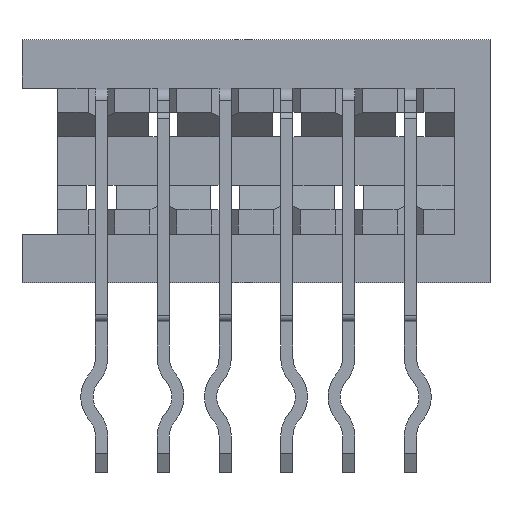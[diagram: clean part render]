
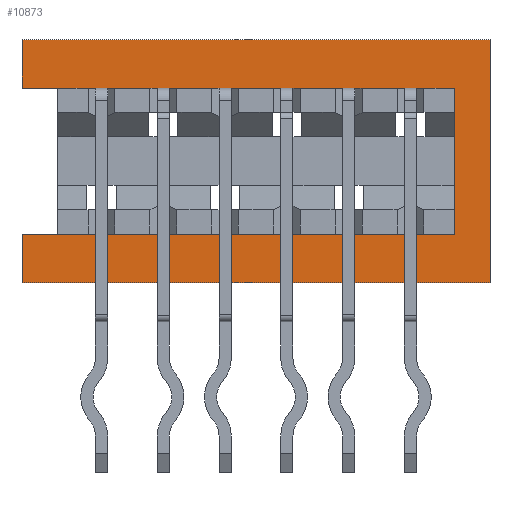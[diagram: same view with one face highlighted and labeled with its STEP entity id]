
A CAD part, left-side view. The second image highlights one B-rep face of the part: STEP entity #10873.
In plain terms, the highlighted face is planar.
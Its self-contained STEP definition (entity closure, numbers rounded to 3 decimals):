
#3592=ORIENTED_EDGE('',*,*,#5075,.F.);
#3593=ORIENTED_EDGE('',*,*,#4679,.T.);
#3594=ORIENTED_EDGE('',*,*,#5181,.F.);
#3595=ORIENTED_EDGE('',*,*,#4735,.T.);
#3596=ORIENTED_EDGE('',*,*,#5192,.F.);
#3597=ORIENTED_EDGE('',*,*,#4823,.T.);
#3598=ORIENTED_EDGE('',*,*,#5155,.F.);
#3599=ORIENTED_EDGE('',*,*,#4879,.T.);
#3600=ORIENTED_EDGE('',*,*,#5161,.F.);
#3601=ORIENTED_EDGE('',*,*,#4994,.T.);
#3602=ORIENTED_EDGE('',*,*,#5131,.F.);
#3603=ORIENTED_EDGE('',*,*,#5044,.T.);
#3604=ORIENTED_EDGE('',*,*,#5135,.F.);
#3605=ORIENTED_EDGE('',*,*,#5080,.F.);
#3606=ORIENTED_EDGE('',*,*,#5139,.F.);
#3607=ORIENTED_EDGE('',*,*,#4998,.T.);
#3608=ORIENTED_EDGE('',*,*,#5138,.F.);
#3609=ORIENTED_EDGE('',*,*,#5048,.T.);
#3610=ORIENTED_EDGE('',*,*,#5170,.F.);
#3611=ORIENTED_EDGE('',*,*,#4827,.T.);
#3612=ORIENTED_EDGE('',*,*,#5168,.F.);
#3613=ORIENTED_EDGE('',*,*,#4883,.T.);
#3614=ORIENTED_EDGE('',*,*,#5201,.F.);
#3615=ORIENTED_EDGE('',*,*,#4683,.T.);
#3616=ORIENTED_EDGE('',*,*,#5199,.F.);
#3617=ORIENTED_EDGE('',*,*,#4739,.T.);
#3618=ORIENTED_EDGE('',*,*,#5187,.F.);
#3619=ORIENTED_EDGE('',*,*,#5071,.F.);
#3620=ORIENTED_EDGE('',*,*,#5128,.F.);
#3621=ORIENTED_EDGE('',*,*,#5111,.F.);
#3622=ORIENTED_EDGE('',*,*,#5115,.F.);
#3623=ORIENTED_EDGE('',*,*,#5118,.F.);
#3624=ORIENTED_EDGE('',*,*,#5122,.F.);
#3625=ORIENTED_EDGE('',*,*,#5067,.F.);
#4679=EDGE_CURVE('',#5914,#5917,#6989,.T.);
#4683=EDGE_CURVE('',#5918,#5921,#6993,.T.);
#4735=EDGE_CURVE('',#5958,#5961,#7045,.T.);
#4739=EDGE_CURVE('',#5962,#5965,#7049,.T.);
#4823=EDGE_CURVE('',#6024,#6027,#7133,.T.);
#4827=EDGE_CURVE('',#6028,#6031,#7137,.T.);
#4879=EDGE_CURVE('',#6068,#6071,#7189,.T.);
#4883=EDGE_CURVE('',#6072,#6075,#7193,.T.);
#4994=EDGE_CURVE('',#6153,#6156,#7304,.T.);
#4998=EDGE_CURVE('',#6157,#6160,#7308,.T.);
#5044=EDGE_CURVE('',#6188,#6191,#7354,.T.);
#5048=EDGE_CURVE('',#6192,#6195,#7358,.T.);
#5067=EDGE_CURVE('',#6202,#6203,#7377,.T.);
#5071=EDGE_CURVE('',#6206,#6207,#7381,.T.);
#5075=EDGE_CURVE('',#5914,#6202,#7385,.T.);
#5080=EDGE_CURVE('',#6211,#6212,#7390,.T.);
#5111=EDGE_CURVE('',#6221,#6222,#7421,.T.);
#5115=EDGE_CURVE('',#6225,#6221,#7425,.T.);
#5118=EDGE_CURVE('',#6227,#6225,#7428,.T.);
#5122=EDGE_CURVE('',#6203,#6227,#7432,.T.);
#5128=EDGE_CURVE('',#6222,#6206,#7438,.T.);
#5131=EDGE_CURVE('',#6188,#6156,#7441,.T.);
#5135=EDGE_CURVE('',#6212,#6191,#7445,.T.);
#5138=EDGE_CURVE('',#6192,#6160,#7448,.T.);
#5139=EDGE_CURVE('',#6157,#6211,#7449,.T.);
#5155=EDGE_CURVE('',#6068,#6027,#7465,.T.);
#5161=EDGE_CURVE('',#6153,#6071,#7471,.T.);
#5168=EDGE_CURVE('',#6072,#6031,#7478,.T.);
#5170=EDGE_CURVE('',#6028,#6195,#7480,.T.);
#5181=EDGE_CURVE('',#5958,#5917,#7491,.T.);
#5187=EDGE_CURVE('',#6207,#5965,#7497,.T.);
#5192=EDGE_CURVE('',#6024,#5961,#7502,.T.);
#5199=EDGE_CURVE('',#5962,#5921,#7509,.T.);
#5201=EDGE_CURVE('',#5918,#6075,#7511,.T.);
#5914=VERTEX_POINT('',#16901);
#5917=VERTEX_POINT('',#16906);
#5918=VERTEX_POINT('',#16910);
#5921=VERTEX_POINT('',#16915);
#5958=VERTEX_POINT('',#17017);
#5961=VERTEX_POINT('',#17022);
#5962=VERTEX_POINT('',#17026);
#5965=VERTEX_POINT('',#17031);
#6024=VERTEX_POINT('',#17197);
#6027=VERTEX_POINT('',#17202);
#6028=VERTEX_POINT('',#17206);
#6031=VERTEX_POINT('',#17211);
#6068=VERTEX_POINT('',#17313);
#6071=VERTEX_POINT('',#17318);
#6072=VERTEX_POINT('',#17322);
#6075=VERTEX_POINT('',#17327);
#6153=VERTEX_POINT('',#17546);
#6156=VERTEX_POINT('',#17551);
#6157=VERTEX_POINT('',#17555);
#6160=VERTEX_POINT('',#17560);
#6188=VERTEX_POINT('',#17647);
#6191=VERTEX_POINT('',#17652);
#6192=VERTEX_POINT('',#17656);
#6195=VERTEX_POINT('',#17661);
#6202=VERTEX_POINT('',#17693);
#6203=VERTEX_POINT('',#17695);
#6206=VERTEX_POINT('',#17702);
#6207=VERTEX_POINT('',#17704);
#6211=VERTEX_POINT('',#17718);
#6212=VERTEX_POINT('',#17720);
#6221=VERTEX_POINT('',#17765);
#6222=VERTEX_POINT('',#17766);
#6225=VERTEX_POINT('',#17774);
#6227=VERTEX_POINT('',#17780);
#6989=LINE('',#16907,#8265);
#6993=LINE('',#16916,#8269);
#7045=LINE('',#17023,#8321);
#7049=LINE('',#17032,#8325);
#7133=LINE('',#17203,#8409);
#7137=LINE('',#17212,#8413);
#7189=LINE('',#17319,#8465);
#7193=LINE('',#17328,#8469);
#7304=LINE('',#17552,#8580);
#7308=LINE('',#17561,#8584);
#7354=LINE('',#17653,#8630);
#7358=LINE('',#17662,#8634);
#7377=LINE('',#17694,#8653);
#7381=LINE('',#17703,#8657);
#7385=LINE('',#17710,#8661);
#7390=LINE('',#17719,#8666);
#7421=LINE('',#17764,#8697);
#7425=LINE('',#17773,#8701);
#7428=LINE('',#17779,#8704);
#7432=LINE('',#17786,#8708);
#7438=LINE('',#17795,#8714);
#7441=LINE('',#17799,#8717);
#7445=LINE('',#17804,#8721);
#7448=LINE('',#17810,#8724);
#7449=LINE('',#17812,#8725);
#7465=LINE('',#17845,#8741);
#7471=LINE('',#17854,#8747);
#7478=LINE('',#17867,#8754);
#7480=LINE('',#17870,#8756);
#7491=LINE('',#17893,#8767);
#7497=LINE('',#17903,#8773);
#7502=LINE('',#17911,#8778);
#7509=LINE('',#17924,#8785);
#7511=LINE('',#17927,#8787);
#8265=VECTOR('',#13874,1000.);
#8269=VECTOR('',#13880,1000.);
#8321=VECTOR('',#13962,1000.);
#8325=VECTOR('',#13968,1000.);
#8409=VECTOR('',#14102,1000.);
#8413=VECTOR('',#14108,1000.);
#8465=VECTOR('',#14190,1000.);
#8469=VECTOR('',#14196,1000.);
#8580=VECTOR('',#14371,1000.);
#8584=VECTOR('',#14377,1000.);
#8630=VECTOR('',#14453,1000.);
#8634=VECTOR('',#14459,1000.);
#8653=VECTOR('',#14490,1000.);
#8657=VECTOR('',#14496,1000.);
#8661=VECTOR('',#14502,1000.);
#8666=VECTOR('',#14509,1000.);
#8697=VECTOR('',#14550,1000.);
#8701=VECTOR('',#14556,1000.);
#8704=VECTOR('',#14561,1000.);
#8708=VECTOR('',#14567,1000.);
#8714=VECTOR('',#14579,1000.);
#8717=VECTOR('',#14584,1000.);
#8721=VECTOR('',#14590,1000.);
#8724=VECTOR('',#14599,1000.);
#8725=VECTOR('',#14602,1000.);
#8741=VECTOR('',#14642,1000.);
#8747=VECTOR('',#14654,1000.);
#8754=VECTOR('',#14673,1000.);
#8756=VECTOR('',#14677,1000.);
#8767=VECTOR('',#14708,1000.);
#8773=VECTOR('',#14722,1000.);
#8778=VECTOR('',#14733,1000.);
#8785=VECTOR('',#14752,1000.);
#8787=VECTOR('',#14756,1000.);
#9355=EDGE_LOOP('',(#3592,#3593,#3594,#3595,#3596,#3597,#3598,#3599,#3600,
#3601,#3602,#3603,#3604,#3605,#3606,#3607,#3608,#3609,#3610,#3611,#3612,
#3613,#3614,#3615,#3616,#3617,#3618,#3619,#3620,#3621,#3622,#3623,#3624,
#3625));
#9923=FACE_BOUND('',#9355,.T.);
#10323=PLANE('',#11793);
#10873=ADVANCED_FACE('',(#9923),#10323,.F.);
#11793=AXIS2_PLACEMENT_3D('',#17935,#14771,#14772);
#13874=DIRECTION('',(1.,0.,0.));
#13880=DIRECTION('',(-1.,0.,0.));
#13962=DIRECTION('',(1.,0.,0.));
#13968=DIRECTION('',(-1.,0.,0.));
#14102=DIRECTION('',(1.,0.,0.));
#14108=DIRECTION('',(-1.,0.,0.));
#14190=DIRECTION('',(1.,0.,0.));
#14196=DIRECTION('',(-1.,0.,0.));
#14371=DIRECTION('',(1.,0.,0.));
#14377=DIRECTION('',(-1.,0.,0.));
#14453=DIRECTION('',(1.,0.,0.));
#14459=DIRECTION('',(-1.,0.,0.));
#14490=DIRECTION('',(-1.,0.,0.));
#14496=DIRECTION('',(1.,0.,0.));
#14502=DIRECTION('',(-1.,0.,0.));
#14509=DIRECTION('',(0.,-1.,0.));
#14550=DIRECTION('',(-1.,0.,0.));
#14556=DIRECTION('',(0.,1.,0.));
#14561=DIRECTION('',(1.,0.,0.));
#14567=DIRECTION('',(0.,-1.,0.));
#14579=DIRECTION('',(0.,-1.,0.));
#14584=DIRECTION('',(-1.,0.,0.));
#14590=DIRECTION('',(-1.,0.,0.));
#14599=DIRECTION('',(1.,0.,0.));
#14602=DIRECTION('',(1.,0.,0.));
#14642=DIRECTION('',(-1.,0.,0.));
#14654=DIRECTION('',(-1.,0.,0.));
#14673=DIRECTION('',(1.,0.,0.));
#14677=DIRECTION('',(1.,0.,0.));
#14708=DIRECTION('',(-1.,0.,0.));
#14722=DIRECTION('',(1.,0.,0.));
#14733=DIRECTION('',(-1.,0.,0.));
#14752=DIRECTION('',(1.,0.,0.));
#14756=DIRECTION('',(1.,0.,0.));
#14771=DIRECTION('',(0.,0.,1.));
#14772=DIRECTION('',(1.,0.,0.));
#16901=CARTESIAN_POINT('',(-3.3,-1.5,0.));
#16906=CARTESIAN_POINT('',(-3.05,-1.5,0.));
#16907=CARTESIAN_POINT('',(-4.81,-1.5,0.));
#16910=CARTESIAN_POINT('',(-1.78,1.5,0.));
#16915=CARTESIAN_POINT('',(-2.03,1.5,0.));
#16916=CARTESIAN_POINT('',(-4.81,1.5,0.));
#17017=CARTESIAN_POINT('',(-2.03,-1.5,0.));
#17022=CARTESIAN_POINT('',(-1.78,-1.5,0.));
#17023=CARTESIAN_POINT('',(-4.81,-1.5,0.));
#17026=CARTESIAN_POINT('',(-3.05,1.5,0.));
#17031=CARTESIAN_POINT('',(-3.3,1.5,0.));
#17032=CARTESIAN_POINT('',(-4.81,1.5,0.));
#17197=CARTESIAN_POINT('',(-0.76,-1.5,0.));
#17202=CARTESIAN_POINT('',(-0.51,-1.5,0.));
#17203=CARTESIAN_POINT('',(-4.81,-1.5,0.));
#17206=CARTESIAN_POINT('',(0.76,1.5,0.));
#17211=CARTESIAN_POINT('',(0.51,1.5,0.));
#17212=CARTESIAN_POINT('',(-4.81,1.5,0.));
#17313=CARTESIAN_POINT('',(0.51,-1.5,0.));
#17318=CARTESIAN_POINT('',(0.76,-1.5,0.));
#17319=CARTESIAN_POINT('',(-4.81,-1.5,0.));
#17322=CARTESIAN_POINT('',(-0.51,1.5,0.));
#17327=CARTESIAN_POINT('',(-0.76,1.5,0.));
#17328=CARTESIAN_POINT('',(-4.81,1.5,0.));
#17546=CARTESIAN_POINT('',(1.78,-1.5,0.));
#17551=CARTESIAN_POINT('',(2.03,-1.5,0.));
#17552=CARTESIAN_POINT('',(-4.81,-1.5,0.));
#17555=CARTESIAN_POINT('',(3.3,1.5,0.));
#17560=CARTESIAN_POINT('',(3.05,1.5,0.));
#17561=CARTESIAN_POINT('',(-4.81,1.5,0.));
#17647=CARTESIAN_POINT('',(3.05,-1.5,0.));
#17652=CARTESIAN_POINT('',(3.3,-1.5,0.));
#17653=CARTESIAN_POINT('',(-4.81,-1.5,0.));
#17656=CARTESIAN_POINT('',(2.03,1.5,0.));
#17661=CARTESIAN_POINT('',(1.78,1.5,0.));
#17662=CARTESIAN_POINT('',(-4.81,1.5,0.));
#17693=CARTESIAN_POINT('',(-4.075,-1.5,0.));
#17694=CARTESIAN_POINT('',(-4.075,-1.5,0.));
#17695=CARTESIAN_POINT('',(-4.81,-1.5,0.));
#17702=CARTESIAN_POINT('',(-4.81,1.5,0.));
#17703=CARTESIAN_POINT('',(-4.81,1.5,0.));
#17704=CARTESIAN_POINT('',(-4.075,1.5,0.));
#17710=CARTESIAN_POINT('',(4.075,-1.5,0.));
#17718=CARTESIAN_POINT('',(4.075,1.5,0.));
#17719=CARTESIAN_POINT('',(4.075,1.5,0.));
#17720=CARTESIAN_POINT('',(4.075,-1.5,0.));
#17764=CARTESIAN_POINT('',(4.81,2.5,0.));
#17765=CARTESIAN_POINT('',(4.81,2.5,0.));
#17766=CARTESIAN_POINT('',(-4.81,2.5,0.));
#17773=CARTESIAN_POINT('',(4.81,-2.5,0.));
#17774=CARTESIAN_POINT('',(4.81,-2.5,0.));
#17779=CARTESIAN_POINT('',(-4.81,-2.5,0.));
#17780=CARTESIAN_POINT('',(-4.81,-2.5,0.));
#17786=CARTESIAN_POINT('',(-4.81,2.5,0.));
#17795=CARTESIAN_POINT('',(-4.81,2.5,0.));
#17799=CARTESIAN_POINT('',(4.075,-1.5,0.));
#17804=CARTESIAN_POINT('',(4.075,-1.5,0.));
#17810=CARTESIAN_POINT('',(-4.075,1.5,0.));
#17812=CARTESIAN_POINT('',(-4.075,1.5,0.));
#17845=CARTESIAN_POINT('',(4.075,-1.5,0.));
#17854=CARTESIAN_POINT('',(4.075,-1.5,0.));
#17867=CARTESIAN_POINT('',(-4.075,1.5,0.));
#17870=CARTESIAN_POINT('',(-4.075,1.5,0.));
#17893=CARTESIAN_POINT('',(4.075,-1.5,0.));
#17903=CARTESIAN_POINT('',(-4.075,1.5,0.));
#17911=CARTESIAN_POINT('',(4.075,-1.5,0.));
#17924=CARTESIAN_POINT('',(-4.075,1.5,0.));
#17927=CARTESIAN_POINT('',(-4.075,1.5,0.));
#17935=CARTESIAN_POINT('',(-4.81,-2.5,0.));
